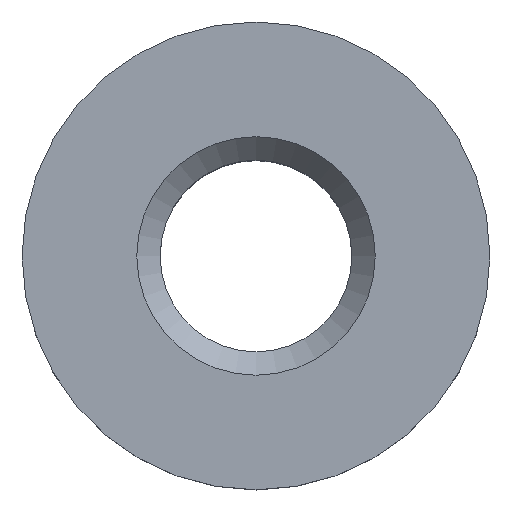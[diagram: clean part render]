
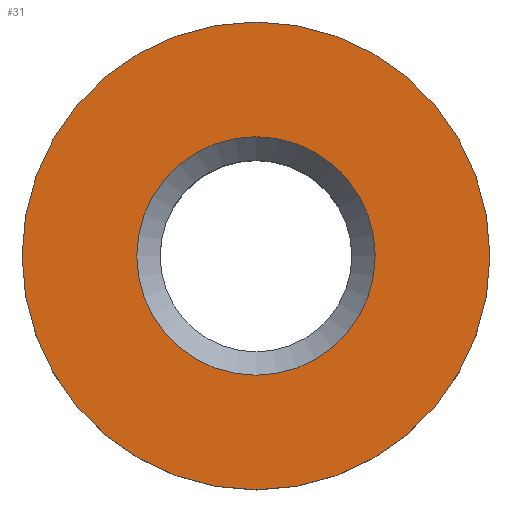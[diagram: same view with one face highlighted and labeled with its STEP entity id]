
A CAD part, top view. The second image highlights one B-rep face of the part: STEP entity #31.
In plain terms, the highlighted planar face has unit normal (0, 0, 1).
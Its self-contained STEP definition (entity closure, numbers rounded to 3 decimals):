
#31 = ADVANCED_FACE( '', ( #62, #63 ), #64, .F. );
#62 = FACE_BOUND( '', #97, .T. );
#63 = FACE_OUTER_BOUND( '', #98, .T. );
#64 = PLANE( '', #99 );
#97 = EDGE_LOOP( '', ( #126 ) );
#98 = EDGE_LOOP( '', ( #127 ) );
#99 = AXIS2_PLACEMENT_3D( '', #128, #129, #130 );
#126 = ORIENTED_EDGE( '', *, *, #168, .T. );
#127 = ORIENTED_EDGE( '', *, *, #169, .F. );
#128 = CARTESIAN_POINT( '', ( 0., 0., 1. ) );
#129 = DIRECTION( '', ( 0., 0., -1. ) );
#130 = DIRECTION( '', ( -1., 0., 0. ) );
#168 = EDGE_CURVE( '', #182, #182, #183, .T. );
#169 = EDGE_CURVE( '', #184, #184, #185, .T. );
#182 = VERTEX_POINT( '', #203 );
#183 = CIRCLE( '', #204, 1.53 );
#184 = VERTEX_POINT( '', #205 );
#185 = CIRCLE( '', #206, 3. );
#203 = CARTESIAN_POINT( '', ( 1.53, 0., 1. ) );
#204 = AXIS2_PLACEMENT_3D( '', #223, #224, #225 );
#205 = CARTESIAN_POINT( '', ( -3., 0., 1. ) );
#206 = AXIS2_PLACEMENT_3D( '', #226, #227, #228 );
#223 = CARTESIAN_POINT( '', ( 0., 0., 1. ) );
#224 = DIRECTION( '', ( 0., 0., -1. ) );
#225 = DIRECTION( '', ( 1., 0., 0. ) );
#226 = CARTESIAN_POINT( '', ( 0., 0., 1. ) );
#227 = DIRECTION( '', ( 0., 0., -1. ) );
#228 = DIRECTION( '', ( -1., 0., 0. ) );
